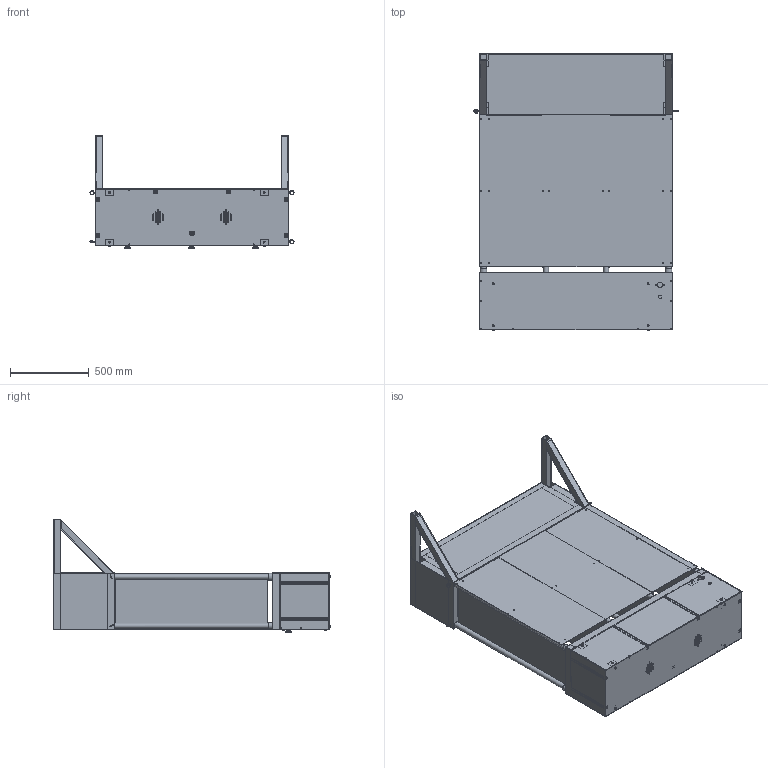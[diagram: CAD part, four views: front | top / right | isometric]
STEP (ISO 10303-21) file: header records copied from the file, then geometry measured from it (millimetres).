
FILE_DESCRIPTION(/* description */ (''),/* implementation_level */ '2;1');
FILE_NAME(/* name */ 'GE-18126_Blue.iam.stp',/* time_stamp */ '2018-01-01T11:24:19-08:00',/* author */ ('PhillipD'),/* organization */ (''),/* preprocessor_version */ 'ST-DEVELOPER v16.13',/* originating_system */ 'Autodesk Inventor 2018',/* authorisation */ '');
FILE_SCHEMA (('AUTOMOTIVE_DESIGN { 1 0 10303 214 3 1 1 }'));
Length unit declared in the file: inch
Products named in the file (34): GE-18126_Blue; GE-18038; GE-18033_Blue; GE-18035_Blue; GE-18034_Blue; GE-18041_Blue; GE-18037; GE-18045_Blue; GE-18032; GE-18032-01; GE-18032-02; GE-18032-05; GE-18032-03; GE-18032-04; GE-18032-06; GE-18047; GE-18047-01; GE-18047-02; GE-18046; GE-18046_1; GE-18030; GE-18048; flat_hex_.25_20_1_91253A542; GE-18044_Blue; Vault_Button; GE-18040; GE-18031_Blue; GE-18036; GE-18039; GE-18039-01; GE-18039-02; hex_.25_20_.75_hex_.25_20_.75; pin_quick_ring_.25_2_95255A272; nylock_.25_20
Assembly tree (108 placements, depth 3):
  GE-18126_Blue
    GE-18038
    GE-18031_Blue  x2
    GE-18033_Blue
    GE-18036  x4
    GE-18040  x4
    GE-18034_Blue  x2
    GE-18035_Blue
    GE-18041_Blue
    GE-18037
    GE-18045_Blue
    GE-18032
      GE-18032-01  x2
      GE-18032-02  x2
      GE-18032-03  x4
      GE-18032-05  x2
      GE-18032-04  x2
      GE-18032-06  x2
    GE-18047
      GE-18047-01  x2
      GE-18047-02  x2
    GE-18046
      GE-18046_1
      GE-18030  x7
      GE-18048  x8
      flat_hex_.25_20_1_91253A542  x11
      nylock_.25_20  x4
    GE-18039  x4
      GE-18039-01
      GE-18039-02
    GE-18044_Blue
    Vault_Button  x3
    pin_quick_ring_.25_2_95255A272  x4
    hex_.25_20_.75_hex_.25_20_.75  x12
    nylock_.25_20  x12
Bounding box: 1294.21 x 1756.57 x 720.73 mm (x, y, z)
Volume: 32594247.6 mm3; surface area: 18272972.1 mm2
Topology: 131 solids, 131 shells, 2363 faces, 5733 edges, 3712 vertices
Faces by surface type: plane 1272, cylinder 764, cone 229, torus 74, bspline 16, sphere 8
Full cylindrical faces by diameter (mm): 2.54 x4, 5.207 x7, 5.232 x16, 6.35 x167, 6.604 x8, 6.756 x8, 6.843 x16, 13.487 x11, 22.225 x3, 22.86 x3, 25.756 x3, 26.137 x8, 33.401 x40, 34.925 x1, 39.751 x7, 40.005 x1, 42.164 x4
Entity records: 19515 total; most frequent: CARTESIAN_POINT 3677, DIRECTION 3096, ORIENTED_EDGE 2530, EDGE_CURVE 1265, AXIS2_PLACEMENT_3D 1171, EDGE_LOOP 1021, VERTEX_POINT 936, LINE 754
